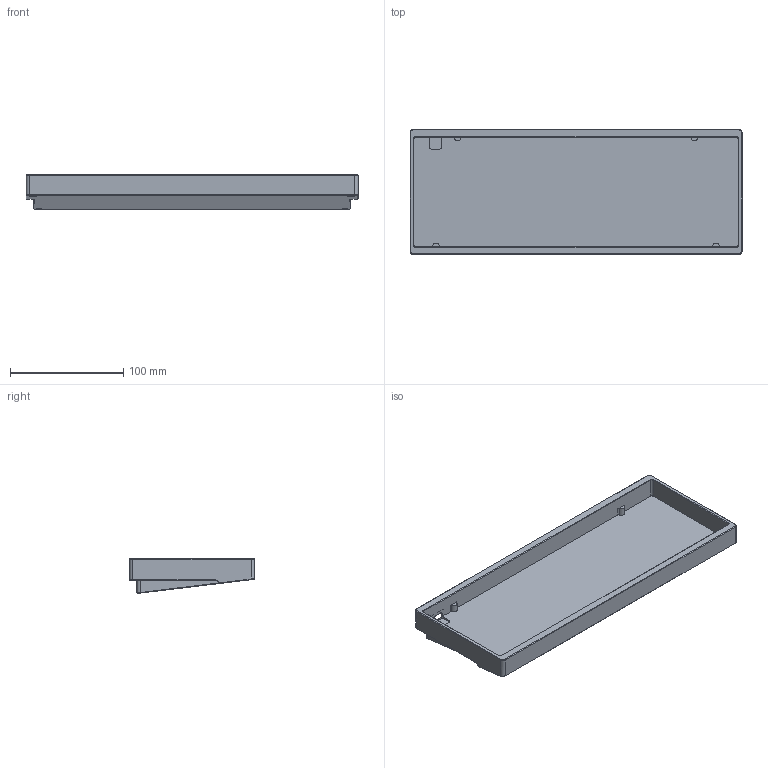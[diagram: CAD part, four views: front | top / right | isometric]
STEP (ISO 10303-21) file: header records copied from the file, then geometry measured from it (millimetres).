
FILE_DESCRIPTION(/* description */ (''),/* implementation_level */ '2;1');
FILE_NAME(/* name */ '60v2 Print NON JST v2.step',/* time_stamp */ '2022-01-09T03:39:40-05:00',/* author */ (''),/* organization */ (''),/* preprocessor_version */ 'ST-DEVELOPER v18.1',/* originating_system */ 'Autodesk Translation Framework v10.10.0.1391',/* authorisation */ '');
FILE_SCHEMA (('AUTOMOTIVE_DESIGN { 1 0 10303 214 3 1 1 }'));
Length unit declared in the file: millimetre
Products named in the file (1): 60v2 Print NON JST
Bounding box: 293.7 x 110.7 x 30.82 mm (x, y, z)
Volume: 286972.5 mm3; surface area: 97702.6 mm2
Topology: 1 solids, 1 shells, 125 faces, 315 edges, 196 vertices
Faces by surface type: plane 57, cylinder 42, cone 18, bspline 8
Full cylindrical faces by diameter (mm): 7 x4
Entity records: 3901 total; most frequent: CARTESIAN_POINT 839, DIRECTION 635, ORIENTED_EDGE 630, EDGE_CURVE 315, AXIS2_PLACEMENT_3D 220, VERTEX_POINT 196, LINE 195, VECTOR 195
